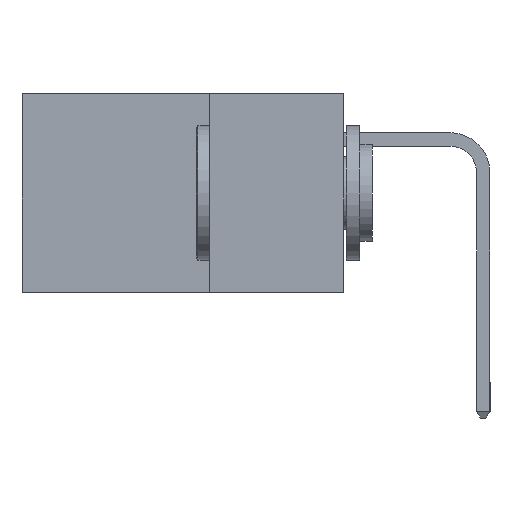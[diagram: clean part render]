
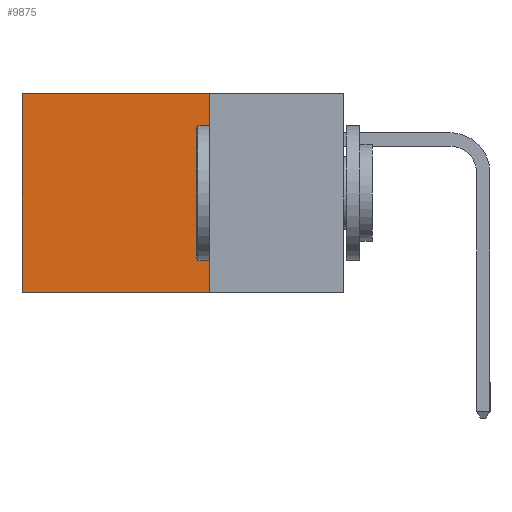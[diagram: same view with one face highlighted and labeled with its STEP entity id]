
A CAD part, left-side view. The second image highlights one B-rep face of the part: STEP entity #9875.
In plain terms, the highlighted planar face has unit normal (-1, 0, 0).
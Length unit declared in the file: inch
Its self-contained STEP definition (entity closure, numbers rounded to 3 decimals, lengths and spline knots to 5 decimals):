
#2166 = CARTESIAN_POINT ( 'NONE',  ( 0.298, 0.25, -0.37 ) ) ;
#3026 = ORIENTED_EDGE ( 'NONE', *, *, #15045, .F. ) ;
#3389 = EDGE_CURVE ( 'NONE', #4680, #12021, #4935, .T. ) ;
#4680 = VERTEX_POINT ( 'NONE', #7025 ) ;
#4935 = LINE ( 'NONE', #23794, #20947 ) ;
#5892 = CARTESIAN_POINT ( 'NONE',  ( 0.298, 0.6, -0.37 ) ) ;
#6332 = LINE ( 'NONE', #2166, #22327 ) ;
#6986 = EDGE_CURVE ( 'NONE', #10659, #24141, #21435, .T. ) ;
#7025 = CARTESIAN_POINT ( 'NONE',  ( 0.298, 0.6, 0. ) ) ;
#7179 = DIRECTION ( 'NONE',  ( 0., 0., -1. ) ) ;
#7964 = DIRECTION ( 'NONE',  ( 0., 0., -1. ) ) ;
#9051 = ORIENTED_EDGE ( 'NONE', *, *, #23696, .T. ) ;
#9875 = ADVANCED_FACE ( 'NONE', ( #14332 ), #17599, .F. ) ;
#10659 = VERTEX_POINT ( 'NONE', #14149 ) ;
#10999 = CARTESIAN_POINT ( 'NONE',  ( 0.298, 0.25, -0.37 ) ) ;
#11306 = DIRECTION ( 'NONE',  ( 0., 0., -1. ) ) ;
#12021 = VERTEX_POINT ( 'NONE', #5892 ) ;
#12252 = VECTOR ( 'NONE', #11306, 39.37008 ) ;
#13440 = LINE ( 'NONE', #15888, #23918 ) ;
#14149 = CARTESIAN_POINT ( 'NONE',  ( 0.298, 0.25, 0. ) ) ;
#14332 = FACE_OUTER_BOUND ( 'NONE', #15939, .T. ) ;
#15045 = EDGE_CURVE ( 'NONE', #24141, #12021, #6332, .T. ) ;
#15888 = CARTESIAN_POINT ( 'NONE',  ( 0.298, 0.25, 0. ) ) ;
#15939 = EDGE_LOOP ( 'NONE', ( #19379, #3026, #19371, #9051 ) ) ;
#17599 = PLANE ( 'NONE',  #21526 ) ;
#18886 = DIRECTION ( 'NONE',  ( 0., 1., 0. ) ) ;
#19371 = ORIENTED_EDGE ( 'NONE', *, *, #6986, .F. ) ;
#19379 = ORIENTED_EDGE ( 'NONE', *, *, #3389, .T. ) ;
#19701 = DIRECTION ( 'NONE',  ( 1., 0., 0. ) ) ;
#20947 = VECTOR ( 'NONE', #7964, 39.37008 ) ;
#21435 = LINE ( 'NONE', #25931, #12252 ) ;
#21526 = AXIS2_PLACEMENT_3D ( 'NONE', #23795, #19701, #7179 ) ;
#22327 = VECTOR ( 'NONE', #18886, 39.37008 ) ;
#23696 = EDGE_CURVE ( 'NONE', #10659, #4680, #13440, .T. ) ;
#23794 = CARTESIAN_POINT ( 'NONE',  ( 0.298, 0.6, 0. ) ) ;
#23795 = CARTESIAN_POINT ( 'NONE',  ( 0.298, 0.25, 0. ) ) ;
#23918 = VECTOR ( 'NONE', #24206, 39.37008 ) ;
#24141 = VERTEX_POINT ( 'NONE', #10999 ) ;
#24206 = DIRECTION ( 'NONE',  ( 0., 1., 0. ) ) ;
#25931 = CARTESIAN_POINT ( 'NONE',  ( 0.298, 0.25, 0. ) ) ;
